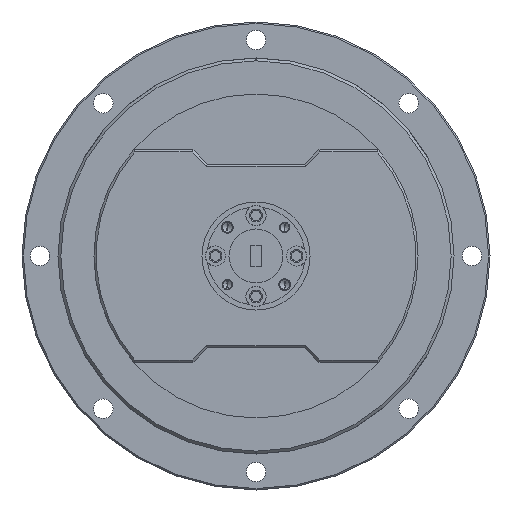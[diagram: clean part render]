
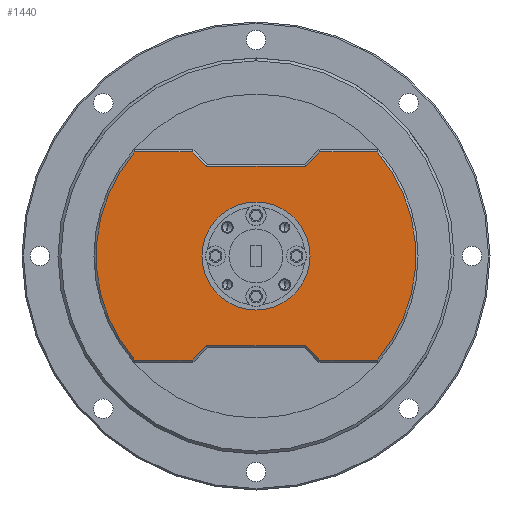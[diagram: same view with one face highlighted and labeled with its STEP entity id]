
A CAD part, left-side view. The second image highlights one B-rep face of the part: STEP entity #1440.
In plain terms, the highlighted planar face has unit normal (-1, 0, 0).
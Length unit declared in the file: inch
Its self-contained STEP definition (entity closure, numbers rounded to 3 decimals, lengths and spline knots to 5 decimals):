
#6 = EDGE_CURVE ( 'NONE', #4839, #1637, #5209, .T. ) ;
#39 = CARTESIAN_POINT ( 'NONE',  ( -1.45484, -1.125, -1.125 ) ) ;
#74 = FACE_OUTER_BOUND ( 'NONE', #353, .T. ) ;
#89 = VECTOR ( 'NONE', #2897, 39.37008 ) ;
#130 = DIRECTION ( 'NONE',  ( 0., 1., 0. ) ) ;
#179 = CARTESIAN_POINT ( 'NONE',  ( -1.45484, 0.34811, -0.62664 ) ) ;
#226 = ORIENTED_EDGE ( 'NONE', *, *, #6, .T. ) ;
#230 = VERTEX_POINT ( 'NONE', #4041 ) ;
#237 = CARTESIAN_POINT ( 'NONE',  ( -1.45484, 0.44371, 0.72225 ) ) ;
#353 = EDGE_LOOP ( 'NONE', ( #7292, #5102, #7424, #1724, #4654, #7355, #5820, #4863, #1642, #3285, #4466, #1061 ) ) ;
#390 = EDGE_CURVE ( 'NONE', #6142, #3356, #3020, .T. ) ;
#496 = CARTESIAN_POINT ( 'NONE',  ( -1.45484, -0.34371, -0.62225 ) ) ;
#570 = EDGE_CURVE ( 'NONE', #3456, #230, #6444, .T. ) ;
#619 = DIRECTION ( 'NONE',  ( 0., 0., 1. ) ) ;
#662 = FACE_BOUND ( 'NONE', #6790, .T. ) ;
#673 = VECTOR ( 'NONE', #7075, 39.37008 ) ;
#896 = CARTESIAN_POINT ( 'NONE',  ( -1.45484, 0., -0.375 ) ) ;
#897 = LINE ( 'NONE', #1953, #5504 ) ;
#908 = AXIS2_PLACEMENT_3D ( 'NONE', #5641, #6890, #3429 ) ;
#1061 = ORIENTED_EDGE ( 'NONE', *, *, #2494, .T. ) ;
#1108 = DIRECTION ( 'NONE',  ( 0., 0.707, 0.707 ) ) ;
#1128 = CARTESIAN_POINT ( 'NONE',  ( -1.45484, 0.4375, -0.72225 ) ) ;
#1132 = DIRECTION ( 'NONE',  ( 1., 0., 0. ) ) ;
#1208 = DIRECTION ( 'NONE',  ( 0., 0., 1. ) ) ;
#1295 = DIRECTION ( 'NONE',  ( 0., 0.707, -0.707 ) ) ;
#1411 = DIRECTION ( 'NONE',  ( 0., 0., 1. ) ) ;
#1440 = ADVANCED_FACE ( 'NONE', ( #74, #662 ), #2396, .T. ) ;
#1637 = VERTEX_POINT ( 'NONE', #3879 ) ;
#1642 = ORIENTED_EDGE ( 'NONE', *, *, #570, .T. ) ;
#1649 = LINE ( 'NONE', #1128, #4675 ) ;
#1686 = DIRECTION ( 'NONE',  ( -1., 0., 0. ) ) ;
#1724 = ORIENTED_EDGE ( 'NONE', *, *, #2785, .T. ) ;
#1735 = EDGE_CURVE ( 'NONE', #5867, #6142, #6771, .T. ) ;
#1805 = DIRECTION ( 'NONE',  ( 0., -1., 0. ) ) ;
#1814 = LINE ( 'NONE', #5841, #6004 ) ;
#1875 = CARTESIAN_POINT ( 'NONE',  ( -1.45484, -0.44811, -0.72664 ) ) ;
#1894 = VECTOR ( 'NONE', #1108, 39.37008 ) ;
#1922 = CARTESIAN_POINT ( 'NONE',  ( -1.45484, 0.84288, 0.72225 ) ) ;
#1953 = CARTESIAN_POINT ( 'NONE',  ( -1.45484, -1.125, 0.72225 ) ) ;
#2144 = CARTESIAN_POINT ( 'NONE',  ( -1.45484, -1.26427, -0.98573 ) ) ;
#2157 = VERTEX_POINT ( 'NONE', #3187 ) ;
#2363 = EDGE_CURVE ( 'NONE', #5162, #5161, #5840, .T. ) ;
#2396 = PLANE ( 'NONE',  #3581 ) ;
#2424 = EDGE_CURVE ( 'NONE', #5161, #6392, #3146, .T. ) ;
#2441 = AXIS2_PLACEMENT_3D ( 'NONE', #6817, #1686, #3974 ) ;
#2494 = EDGE_CURVE ( 'NONE', #6772, #5867, #4735, .T. ) ;
#2539 = AXIS2_PLACEMENT_3D ( 'NONE', #7441, #1132, #1208 ) ;
#2785 = EDGE_CURVE ( 'NONE', #2157, #7011, #1649, .T. ) ;
#2897 = DIRECTION ( 'NONE',  ( 0., -1., 0. ) ) ;
#2909 = CIRCLE ( 'NONE', #2539, 0.375 ) ;
#2989 = VECTOR ( 'NONE', #130, 39.37008 ) ;
#3020 = LINE ( 'NONE', #6443, #673 ) ;
#3146 = LINE ( 'NONE', #1875, #3825 ) ;
#3187 = CARTESIAN_POINT ( 'NONE',  ( -1.45484, 0.84288, -0.72225 ) ) ;
#3197 = ORIENTED_EDGE ( 'NONE', *, *, #3969, .T. ) ;
#3250 = CARTESIAN_POINT ( 'NONE',  ( -1.45484, 0.44371, -0.72225 ) ) ;
#3285 = ORIENTED_EDGE ( 'NONE', *, *, #6461, .T. ) ;
#3356 = VERTEX_POINT ( 'NONE', #1922 ) ;
#3384 = CARTESIAN_POINT ( 'NONE',  ( -1.45484, -0.84288, -0.72225 ) ) ;
#3400 = VECTOR ( 'NONE', #4745, 39.37008 ) ;
#3403 = CARTESIAN_POINT ( 'NONE',  ( -1.45484, 0.34371, -0.62225 ) ) ;
#3429 = DIRECTION ( 'NONE',  ( 0., 0., 1. ) ) ;
#3456 = VERTEX_POINT ( 'NONE', #3384 ) ;
#3539 = AXIS2_PLACEMENT_3D ( 'NONE', #4720, #4267, #1411 ) ;
#3581 = AXIS2_PLACEMENT_3D ( 'NONE', #39, #5781, #619 ) ;
#3633 = EDGE_CURVE ( 'NONE', #6392, #3456, #1814, .T. ) ;
#3825 = VECTOR ( 'NONE', #4215, 39.37008 ) ;
#3868 = CARTESIAN_POINT ( 'NONE',  ( -1.45484, -0.44371, 0.72225 ) ) ;
#3879 = CARTESIAN_POINT ( 'NONE',  ( -1.45484, 0., 0.375 ) ) ;
#3969 = EDGE_CURVE ( 'NONE', #1637, #4839, #2909, .T. ) ;
#3974 = DIRECTION ( 'NONE',  ( 0., 0., 1. ) ) ;
#4041 = CARTESIAN_POINT ( 'NONE',  ( -1.45484, -0.84288, 0.72225 ) ) ;
#4067 = DIRECTION ( 'NONE',  ( 0., -1., 0. ) ) ;
#4152 = LINE ( 'NONE', #6441, #5933 ) ;
#4215 = DIRECTION ( 'NONE',  ( 0., -0.707, -0.707 ) ) ;
#4267 = DIRECTION ( 'NONE',  ( 1., 0., 0. ) ) ;
#4466 = ORIENTED_EDGE ( 'NONE', *, *, #5513, .T. ) ;
#4654 = ORIENTED_EDGE ( 'NONE', *, *, #5451, .T. ) ;
#4675 = VECTOR ( 'NONE', #1805, 39.37008 ) ;
#4720 = CARTESIAN_POINT ( 'NONE',  ( -1.45484, 0., 0. ) ) ;
#4735 = LINE ( 'NONE', #7027, #2989 ) ;
#4745 = DIRECTION ( 'NONE',  ( 0., -0.707, 0.707 ) ) ;
#4839 = VERTEX_POINT ( 'NONE', #896 ) ;
#4863 = ORIENTED_EDGE ( 'NONE', *, *, #3633, .T. ) ;
#5102 = ORIENTED_EDGE ( 'NONE', *, *, #390, .T. ) ;
#5161 = VERTEX_POINT ( 'NONE', #496 ) ;
#5162 = VERTEX_POINT ( 'NONE', #3403 ) ;
#5182 = CARTESIAN_POINT ( 'NONE',  ( -1.45484, -0.34371, 0.62225 ) ) ;
#5209 = CIRCLE ( 'NONE', #3539, 0.375 ) ;
#5223 = CARTESIAN_POINT ( 'NONE',  ( -1.45484, -0.3375, -0.62225 ) ) ;
#5240 = EDGE_CURVE ( 'NONE', #3356, #2157, #6158, .T. ) ;
#5265 = CARTESIAN_POINT ( 'NONE',  ( -1.45484, -0.44371, -0.72225 ) ) ;
#5406 = DIRECTION ( 'NONE',  ( 0., 1., 0. ) ) ;
#5451 = EDGE_CURVE ( 'NONE', #7011, #5162, #5921, .T. ) ;
#5504 = VECTOR ( 'NONE', #5406, 39.37008 ) ;
#5513 = EDGE_CURVE ( 'NONE', #6538, #6772, #4152, .T. ) ;
#5641 = CARTESIAN_POINT ( 'NONE',  ( -1.45484, 0., 0. ) ) ;
#5781 = DIRECTION ( 'NONE',  ( -1., 0., 0. ) ) ;
#5820 = ORIENTED_EDGE ( 'NONE', *, *, #2424, .T. ) ;
#5840 = LINE ( 'NONE', #5223, #89 ) ;
#5841 = CARTESIAN_POINT ( 'NONE',  ( -1.45484, -0.84976, -0.72225 ) ) ;
#5867 = VERTEX_POINT ( 'NONE', #6202 ) ;
#5921 = LINE ( 'NONE', #179, #3400 ) ;
#5933 = VECTOR ( 'NONE', #1295, 39.37008 ) ;
#6004 = VECTOR ( 'NONE', #4067, 39.37008 ) ;
#6142 = VERTEX_POINT ( 'NONE', #237 ) ;
#6158 = CIRCLE ( 'NONE', #2441, 1.11 ) ;
#6202 = CARTESIAN_POINT ( 'NONE',  ( -1.45484, 0.34371, 0.62225 ) ) ;
#6392 = VERTEX_POINT ( 'NONE', #5265 ) ;
#6441 = CARTESIAN_POINT ( 'NONE',  ( -1.45484, 0.13927, 0.13927 ) ) ;
#6443 = CARTESIAN_POINT ( 'NONE',  ( -1.45484, -1.125, 0.72225 ) ) ;
#6444 = CIRCLE ( 'NONE', #908, 1.11 ) ;
#6461 = EDGE_CURVE ( 'NONE', #230, #6538, #897, .T. ) ;
#6538 = VERTEX_POINT ( 'NONE', #3868 ) ;
#6771 = LINE ( 'NONE', #2144, #1894 ) ;
#6772 = VERTEX_POINT ( 'NONE', #5182 ) ;
#6790 = EDGE_LOOP ( 'NONE', ( #3197, #226 ) ) ;
#6817 = CARTESIAN_POINT ( 'NONE',  ( -1.45484, 0., 0. ) ) ;
#6890 = DIRECTION ( 'NONE',  ( -1., 0., 0. ) ) ;
#7011 = VERTEX_POINT ( 'NONE', #3250 ) ;
#7027 = CARTESIAN_POINT ( 'NONE',  ( -1.45484, -1.125, 0.62225 ) ) ;
#7075 = DIRECTION ( 'NONE',  ( 0., 1., 0. ) ) ;
#7292 = ORIENTED_EDGE ( 'NONE', *, *, #1735, .T. ) ;
#7355 = ORIENTED_EDGE ( 'NONE', *, *, #2363, .T. ) ;
#7424 = ORIENTED_EDGE ( 'NONE', *, *, #5240, .T. ) ;
#7441 = CARTESIAN_POINT ( 'NONE',  ( -1.45484, 0., 0. ) ) ;
